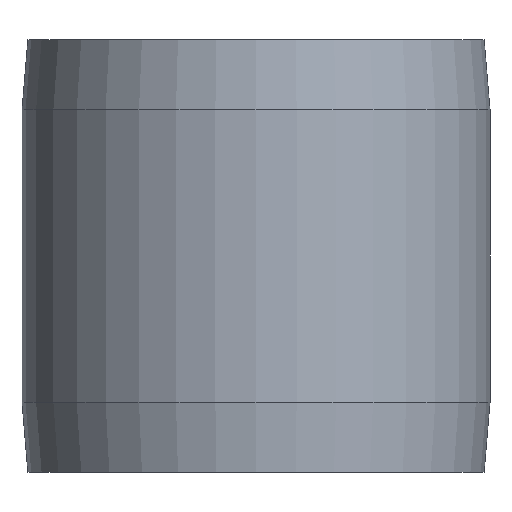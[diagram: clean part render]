
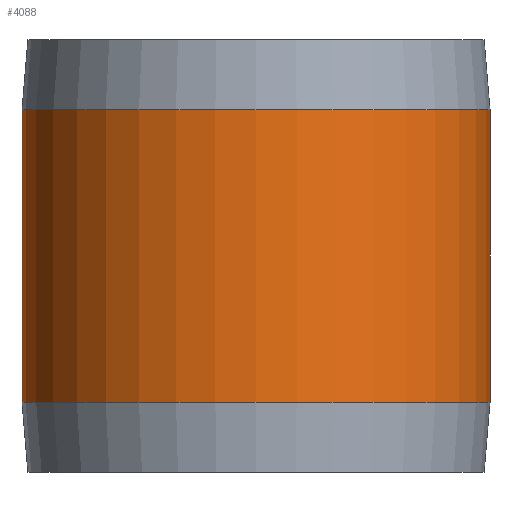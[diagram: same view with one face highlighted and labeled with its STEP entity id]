
A CAD part, left-side view. The second image highlights one B-rep face of the part: STEP entity #4088.
In plain terms, the highlighted cylindrical face has radius 20 mm (diameter 40 mm), a partial arc.
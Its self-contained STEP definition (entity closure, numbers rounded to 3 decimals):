
#1141=CARTESIAN_POINT('',(0.,0.,-12.5));
#1142=DIRECTION('',(0.,0.,-1.));
#1143=DIRECTION('',(0.,-1.,0.));
#1144=AXIS2_PLACEMENT_3D('',#1141,#1142,#1143);
#1159=DIRECTION('',(0.,0.,1.));
#1160=VECTOR('',#1159,25.);
#1161=CARTESIAN_POINT('',(0.,20.,-12.5));
#1162=LINE('',#1161,#1160);
#1163=DIRECTION('',(0.,0.,1.));
#1164=VECTOR('',#1163,25.);
#1165=CARTESIAN_POINT('',(0.,-20.,-12.5));
#1166=LINE('',#1165,#1164);
#1167=CARTESIAN_POINT('',(0.,0.,12.5));
#1168=DIRECTION('',(0.,0.,-1.));
#1169=DIRECTION('',(0.,-1.,0.));
#1170=AXIS2_PLACEMENT_3D('',#1167,#1168,#1169);
#3165=CARTESIAN_POINT('',(0.,20.,12.5));
#3166=CARTESIAN_POINT('',(0.,-20.,12.5));
#3167=VERTEX_POINT('',#3165);
#3168=VERTEX_POINT('',#3166);
#3177=CARTESIAN_POINT('',(0.,20.,-12.5));
#3178=CARTESIAN_POINT('',(0.,-20.,-12.5));
#3179=VERTEX_POINT('',#3177);
#3180=VERTEX_POINT('',#3178);
#4076=CARTESIAN_POINT('',(0.,0.,20.35));
#4077=DIRECTION('',(0.,0.,-1.));
#4078=DIRECTION('',(0.,-1.,0.));
#4079=AXIS2_PLACEMENT_3D('',#4076,#4077,#4078);
#4080=CYLINDRICAL_SURFACE('',#4079,20.);
#4081=ORIENTED_EDGE('',*,*,#4041,.T.);
#4082=ORIENTED_EDGE('',*,*,#4071,.T.);
#4084=ORIENTED_EDGE('',*,*,#4083,.F.);
#4085=ORIENTED_EDGE('',*,*,#4067,.F.);
#4086=EDGE_LOOP('',(#4081,#4082,#4084,#4085));
#4087=FACE_OUTER_BOUND('',#4086,.F.);
#4088=ADVANCED_FACE('',(#4087),#4080,.T.);
#1145=CIRCLE('',#1144,20.);
#1171=CIRCLE('',#1170,20.);
#4041=EDGE_CURVE('',#3180,#3179,#1145,.T.);
#4067=EDGE_CURVE('',#3180,#3168,#1166,.T.);
#4071=EDGE_CURVE('',#3179,#3167,#1162,.T.);
#4083=EDGE_CURVE('',#3168,#3167,#1171,.T.);
